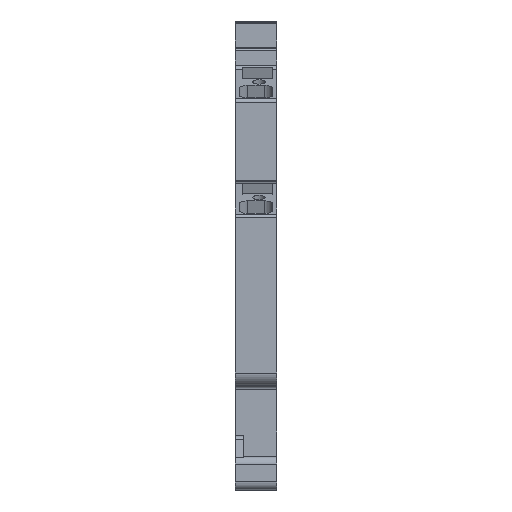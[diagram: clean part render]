
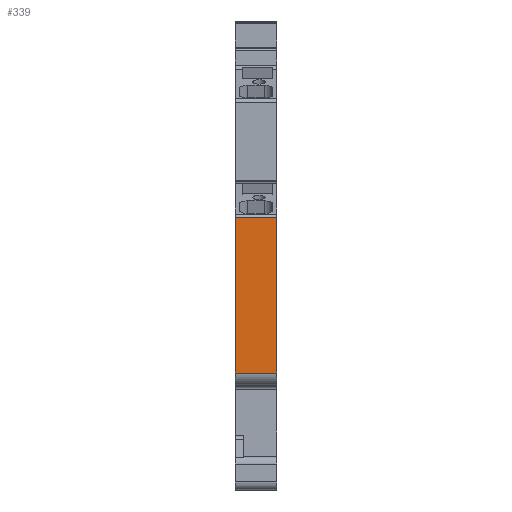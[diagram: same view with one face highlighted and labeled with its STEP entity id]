
A CAD part, left-side view. The second image highlights one B-rep face of the part: STEP entity #339.
In plain terms, the highlighted planar face has unit normal (-1, 0, 0).
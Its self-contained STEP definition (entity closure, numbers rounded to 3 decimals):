
#339 = ADVANCED_FACE( '', ( #856 ), #857, .T. );
#856 = FACE_OUTER_BOUND( '', #1556, .T. );
#857 = PLANE( '', #1557 );
#1556 = EDGE_LOOP( '', ( #2621, #2622, #2623, #2624 ) );
#1557 = AXIS2_PLACEMENT_3D( '', #2625, #2626, #2627 );
#2621 = ORIENTED_EDGE( '', *, *, #4544, .F. );
#2622 = ORIENTED_EDGE( '', *, *, #4602, .F. );
#2623 = ORIENTED_EDGE( '', *, *, #4603, .T. );
#2624 = ORIENTED_EDGE( '', *, *, #4604, .T. );
#2625 = CARTESIAN_POINT( '', ( -40., 5., 4.548 ) );
#2626 = DIRECTION( '', ( -1., 0., 0. ) );
#2627 = DIRECTION( '', ( 0., 0., 1. ) );
#4544 = EDGE_CURVE( '', #5605, #5607, #5608, .T. );
#4602 = EDGE_CURVE( '', #5710, #5605, #5711, .T. );
#4603 = EDGE_CURVE( '', #5710, #5712, #5713, .T. );
#4604 = EDGE_CURVE( '', #5712, #5607, #5714, .T. );
#5605 = VERTEX_POINT( '', #7033 );
#5607 = VERTEX_POINT( '', #7035 );
#5608 = LINE( '', #7036, #7037 );
#5710 = VERTEX_POINT( '', #7168 );
#5711 = LINE( '', #7169, #7170 );
#5712 = VERTEX_POINT( '', #7171 );
#5713 = LINE( '', #7172, #7173 );
#5714 = LINE( '', #7174, #7175 );
#7033 = CARTESIAN_POINT( '', ( -40., 0., 4.548 ) );
#7035 = CARTESIAN_POINT( '', ( -40., 0., -14. ) );
#7036 = CARTESIAN_POINT( '', ( -40., 0., 4.548 ) );
#7037 = VECTOR( '', #8518, 1000. );
#7168 = CARTESIAN_POINT( '', ( -40., 5., 4.548 ) );
#7169 = CARTESIAN_POINT( '', ( -40., 5., 4.548 ) );
#7170 = VECTOR( '', #8620, 1000. );
#7171 = CARTESIAN_POINT( '', ( -40., 5., -14. ) );
#7172 = CARTESIAN_POINT( '', ( -40., 5., 4.548 ) );
#7173 = VECTOR( '', #8621, 1000. );
#7174 = CARTESIAN_POINT( '', ( -40., 5., -14. ) );
#7175 = VECTOR( '', #8622, 1000. );
#8518 = DIRECTION( '', ( 0., 0., -1. ) );
#8620 = DIRECTION( '', ( 0., -1., 0. ) );
#8621 = DIRECTION( '', ( 0., 0., -1. ) );
#8622 = DIRECTION( '', ( 0., -1., 0. ) );
